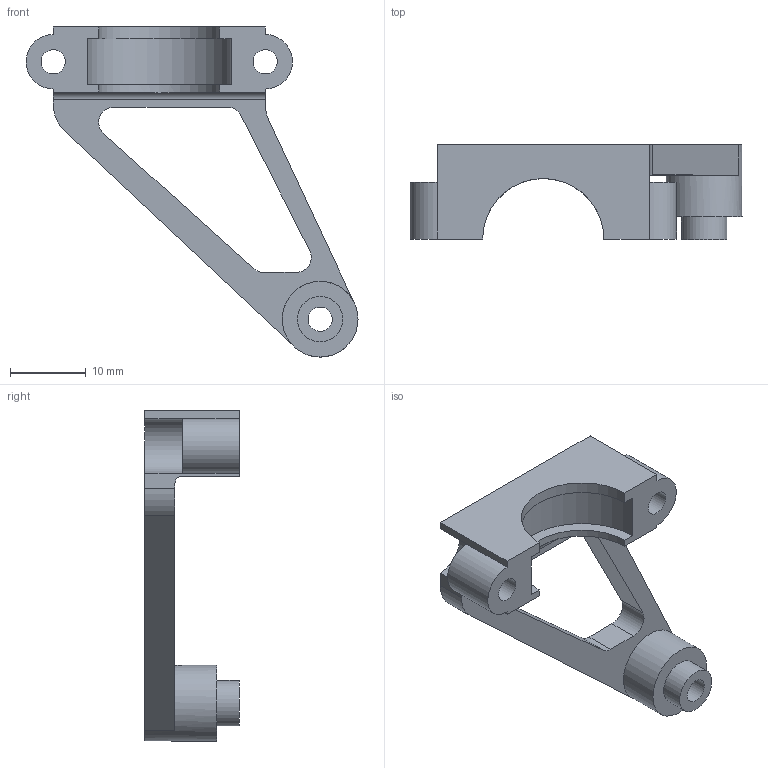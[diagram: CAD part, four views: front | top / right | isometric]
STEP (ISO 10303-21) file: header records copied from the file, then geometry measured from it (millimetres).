
FILE_DESCRIPTION(('FreeCAD Model'),'2;1');
FILE_NAME('RF-Mobile_A.step','2015-09-11T20:10:22',('Author'),(''), 'Open CASCADE STEP processor 6.8','FreeCAD','Unknown');
FILE_SCHEMA(('AUTOMOTIVE_DESIGN_CC2 { 1 2 10303 214 -1 1 5 4 }'));
Length unit declared in the file: millimetre
Products named in the file (1): Pocket004
Bounding box: 43.85 x 12.5 x 43.6 mm (x, y, z)
Volume: 3625.3 mm3; surface area: 3373.7 mm2
Topology: 1 solids, 1 shells, 44 faces, 120 edges, 80 vertices
Faces by surface type: plane 24, cylinder 20
Full cylindrical faces by diameter (mm): 3.2 x3, 6 x1, 7.2 x1, 10 x1
Entity records: 3563 total; most frequent: CARTESIAN_POINT 1210, DIRECTION 426, ORIENTED_EDGE 240, PCURVE 240, DEFINITIONAL_REPRESENTATION 240, LINE 227, VECTOR 227, EDGE_CURVE 120
